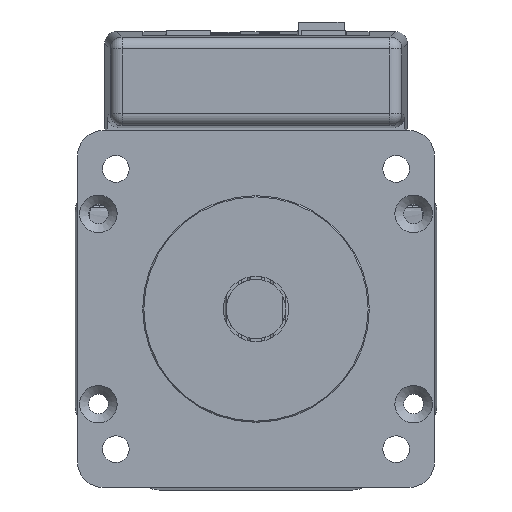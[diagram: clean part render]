
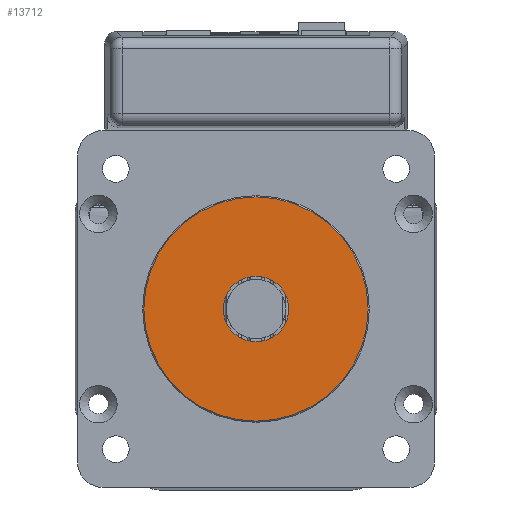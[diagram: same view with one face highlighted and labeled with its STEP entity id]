
A CAD part, front view. The second image highlights one B-rep face of the part: STEP entity #13712.
In plain terms, the highlighted planar face has unit normal (0, -1, 0).
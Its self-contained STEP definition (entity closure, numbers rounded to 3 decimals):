
#11284 = CARTESIAN_POINT ( 'NONE',  ( -15.416, -24.907, -4.578 ) ) ;
#11287 = VERTEX_POINT ( 'NONE', #11284 ) ;
#11288 = CARTESIAN_POINT ( 'NONE',  ( -15.416, -24.907, -28.928 ) ) ;
#11291 = VERTEX_POINT ( 'NONE', #11288 ) ;
#13673 = ORIENTED_EDGE ( 'NONE', *, *, #13709, .T. ) ;
#13704 = EDGE_LOOP ( 'NONE', ( #13673 ) ) ;
#13706 = EDGE_CURVE ( 'NONE', #11291, #11291, #34764, .T. ) ;
#13708 = ORIENTED_EDGE ( 'NONE', *, *, #13706, .T. ) ;
#13709 = EDGE_CURVE ( 'NONE', #11287, #11287, #34745, .T. ) ;
#13710 = EDGE_LOOP ( 'NONE', ( #13708 ) ) ;
#13712 = ADVANCED_FACE ( 'NONE', ( #34780, #34789 ), #34785, .T. ) ;
#34740 = DIRECTION ( 'NONE',  ( 0., 0., 1. ) ) ;
#34741 = DIRECTION ( 'NONE',  ( 0., 1., 0. ) ) ;
#34743 = CARTESIAN_POINT ( 'NONE',  ( -15.416, -24.907, -10.078 ) ) ;
#34744 = AXIS2_PLACEMENT_3D ( 'NONE', #34743, #34741, #34740 ) ;
#34745 = CIRCLE ( 'NONE', #34744, 5.5 ) ;
#34757 = DIRECTION ( 'NONE',  ( 0., 0., -1. ) ) ;
#34759 = DIRECTION ( 'NONE',  ( 0., -1., 0. ) ) ;
#34762 = AXIS2_PLACEMENT_3D ( 'NONE', #34788, #34759, #34757 ) ;
#34764 = CIRCLE ( 'NONE', #34762, 18.85 ) ;
#34780 = FACE_OUTER_BOUND ( 'NONE', #13710, .T. ) ;
#34785 = PLANE ( 'NONE',  #34791 ) ;
#34788 = CARTESIAN_POINT ( 'NONE',  ( -15.416, -24.907, -10.078 ) ) ;
#34789 = FACE_BOUND ( 'NONE', #13704, .T. ) ;
#34791 = AXIS2_PLACEMENT_3D ( 'NONE', #34815, #34813, #34811 ) ;
#34811 = DIRECTION ( 'NONE',  ( 0., 0., -1. ) ) ;
#34813 = DIRECTION ( 'NONE',  ( 0., -1., 0. ) ) ;
#34815 = CARTESIAN_POINT ( 'NONE',  ( -15.416, -24.907, -10.078 ) ) ;
